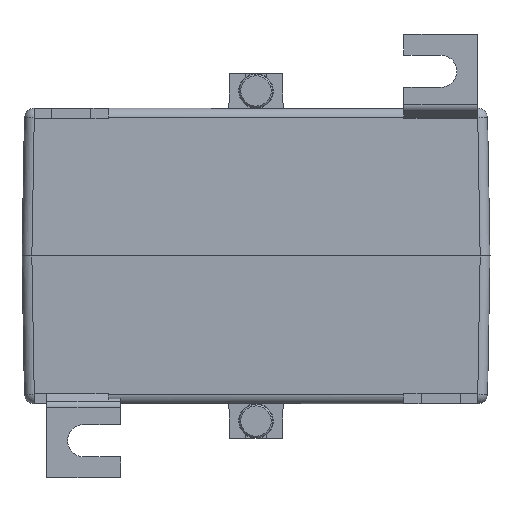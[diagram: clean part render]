
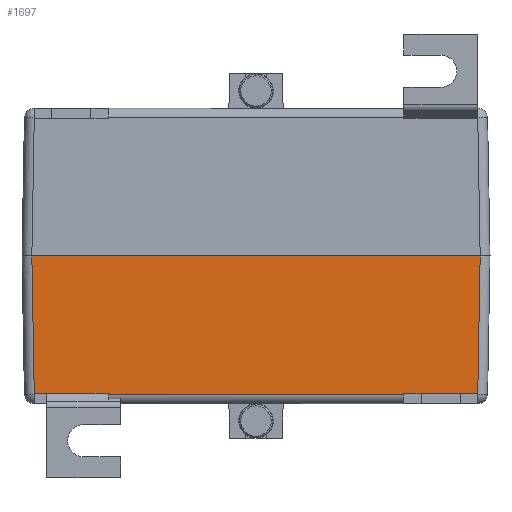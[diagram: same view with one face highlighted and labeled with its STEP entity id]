
A CAD part, front view. The second image highlights one B-rep face of the part: STEP entity #1697.
In plain terms, the highlighted face is planar.
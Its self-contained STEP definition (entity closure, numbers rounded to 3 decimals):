
#499 = VERTEX_POINT ( 'NONE', #21523 ) ;
#503 = VERTEX_POINT ( 'NONE', #21475 ) ;
#509 = VERTEX_POINT ( 'NONE', #21551 ) ;
#511 = EDGE_CURVE ( 'NONE', #503, #499, #21624, .T. ) ;
#525 = EDGE_CURVE ( 'NONE', #509, #529, #21662, .T. ) ;
#529 = VERTEX_POINT ( 'NONE', #21631 ) ;
#1088 = VERTEX_POINT ( 'NONE', #22713 ) ;
#1107 = VERTEX_POINT ( 'NONE', #22740 ) ;
#1694 = ORIENTED_EDGE ( 'NONE', *, *, #1706, .T. ) ;
#1695 = ORIENTED_EDGE ( 'NONE', *, *, #525, .T. ) ;
#1696 = VERTEX_POINT ( 'NONE', #24148 ) ;
#1697 = ADVANCED_FACE ( 'NONE', ( #24151 ), #24149, .T. ) ;
#1699 = VERTEX_POINT ( 'NONE', #24142 ) ;
#1701 = EDGE_LOOP ( 'NONE', ( #1736, #1694, #1731, #1728, #1695, #1712, #1711, #1726, #1724, #1737, #1745, #1735 ) ) ;
#1706 = EDGE_CURVE ( 'NONE', #499, #1699, #24128, .T. ) ;
#1709 = VERTEX_POINT ( 'NONE', #24137 ) ;
#1711 = ORIENTED_EDGE ( 'NONE', *, *, #1714, .T. ) ;
#1712 = ORIENTED_EDGE ( 'NONE', *, *, #1718, .T. ) ;
#1713 = VERTEX_POINT ( 'NONE', #24126 ) ;
#1714 = EDGE_CURVE ( 'NONE', #1717, #1716, #24170, .T. ) ;
#1716 = VERTEX_POINT ( 'NONE', #24162 ) ;
#1717 = VERTEX_POINT ( 'NONE', #24160 ) ;
#1718 = EDGE_CURVE ( 'NONE', #529, #1717, #24163, .T. ) ;
#1719 = EDGE_CURVE ( 'NONE', #1696, #509, #24129, .T. ) ;
#1723 = EDGE_CURVE ( 'NONE', #1699, #1696, #24207, .T. ) ;
#1724 = ORIENTED_EDGE ( 'NONE', *, *, #1727, .T. ) ;
#1726 = ORIENTED_EDGE ( 'NONE', *, *, #1744, .T. ) ;
#1727 = EDGE_CURVE ( 'NONE', #1713, #1709, #24199, .T. ) ;
#1728 = ORIENTED_EDGE ( 'NONE', *, *, #1719, .T. ) ;
#1730 = EDGE_CURVE ( 'NONE', #1107, #503, #24195, .T. ) ;
#1731 = ORIENTED_EDGE ( 'NONE', *, *, #1723, .T. ) ;
#1734 = EDGE_CURVE ( 'NONE', #1709, #1088, #24186, .T. ) ;
#1735 = ORIENTED_EDGE ( 'NONE', *, *, #1730, .T. ) ;
#1736 = ORIENTED_EDGE ( 'NONE', *, *, #511, .T. ) ;
#1737 = ORIENTED_EDGE ( 'NONE', *, *, #1734, .T. ) ;
#1744 = EDGE_CURVE ( 'NONE', #1716, #1713, #24235, .T. ) ;
#1745 = ORIENTED_EDGE ( 'NONE', *, *, #5922, .T. ) ;
#5922 = EDGE_CURVE ( 'NONE', #1088, #1107, #24776, .T. ) ;
#21475 = CARTESIAN_POINT ( 'NONE',  ( 45.011, -49.511, 28.035 ) ) ;
#21523 = CARTESIAN_POINT ( 'NONE',  ( 44.983, -49.511, 28.035 ) ) ;
#21551 = CARTESIAN_POINT ( 'NONE',  ( 30.017, -49.511, 28.035 ) ) ;
#21619 = DIRECTION ( 'NONE',  ( -1., 0., 0. ) ) ;
#21621 = VECTOR ( 'NONE', #21619, 1000. ) ;
#21622 = CARTESIAN_POINT ( 'NONE',  ( -47.5, -49.511, 28.035 ) ) ;
#21624 = LINE ( 'NONE', #21622, #21621 ) ;
#21631 = CARTESIAN_POINT ( 'NONE',  ( -30.017, -49.511, 28.035 ) ) ;
#21646 = DIRECTION ( 'NONE',  ( -1., 0., 0. ) ) ;
#21648 = VECTOR ( 'NONE', #21646, 1000. ) ;
#21649 = CARTESIAN_POINT ( 'NONE',  ( -47.5, -49.511, 28.035 ) ) ;
#21662 = LINE ( 'NONE', #21649, #21648 ) ;
#22713 = CARTESIAN_POINT ( 'NONE',  ( -45.5, -50., 0. ) ) ;
#22740 = CARTESIAN_POINT ( 'NONE',  ( 45.5, -50., 0. ) ) ;
#24126 = CARTESIAN_POINT ( 'NONE',  ( -44.983, -49.511, 28.035 ) ) ;
#24128 = LINE ( 'NONE', #24136, #24175 ) ;
#24129 = LINE ( 'NONE', #24155, #24153 ) ;
#24135 = DIRECTION ( 'NONE',  ( -0.009, -0.017, -1. ) ) ;
#24136 = CARTESIAN_POINT ( 'NONE',  ( 44.731, -50.014, -0.805 ) ) ;
#24137 = CARTESIAN_POINT ( 'NONE',  ( -45.011, -49.511, 28.035 ) ) ;
#24138 = DIRECTION ( 'NONE',  ( 0., -0.017, -1. ) ) ;
#24139 = DIRECTION ( 'NONE',  ( 0., -1., 0.017 ) ) ;
#24140 = CARTESIAN_POINT ( 'NONE',  ( -47.5, -50., 0. ) ) ;
#24141 = AXIS2_PLACEMENT_3D ( 'NONE', #24140, #24139, #24138 ) ;
#24142 = CARTESIAN_POINT ( 'NONE',  ( 44.982, -49.511, 27.988 ) ) ;
#24148 = CARTESIAN_POINT ( 'NONE',  ( 30.018, -49.511, 27.988 ) ) ;
#24149 = PLANE ( 'NONE',  #24141 ) ;
#24151 = FACE_OUTER_BOUND ( 'NONE', #1701, .T. ) ;
#24152 = DIRECTION ( 'NONE',  ( -0.009, 0.017, 1. ) ) ;
#24153 = VECTOR ( 'NONE', #24152, 1000. ) ;
#24155 = CARTESIAN_POINT ( 'NONE',  ( 30.256, -49.988, 0.678 ) ) ;
#24157 = DIRECTION ( 'NONE',  ( -0.009, -0.017, -1. ) ) ;
#24158 = VECTOR ( 'NONE', #24157, 1000. ) ;
#24159 = CARTESIAN_POINT ( 'NONE',  ( -30.263, -50.003, -0.15 ) ) ;
#24160 = CARTESIAN_POINT ( 'NONE',  ( -30.018, -49.511, 27.988 ) ) ;
#24162 = CARTESIAN_POINT ( 'NONE',  ( -44.982, -49.511, 27.988 ) ) ;
#24163 = LINE ( 'NONE', #24159, #24158 ) ;
#24165 = DIRECTION ( 'NONE',  ( -1., 0., 0. ) ) ;
#24166 = VECTOR ( 'NONE', #24165, 1000. ) ;
#24167 = CARTESIAN_POINT ( 'NONE',  ( -47.5, -49.511, 27.988 ) ) ;
#24170 = LINE ( 'NONE', #24167, #24166 ) ;
#24175 = VECTOR ( 'NONE', #24135, 1000. ) ;
#24183 = DIRECTION ( 'NONE',  ( -0.017, -0.017, -1. ) ) ;
#24184 = VECTOR ( 'NONE', #24183, 1000. ) ;
#24185 = CARTESIAN_POINT ( 'NONE',  ( -45.501, -50.001, -0.035 ) ) ;
#24186 = LINE ( 'NONE', #24185, #24184 ) ;
#24192 = DIRECTION ( 'NONE',  ( -0.017, 0.017, 1. ) ) ;
#24193 = VECTOR ( 'NONE', #24192, 1000. ) ;
#24194 = CARTESIAN_POINT ( 'NONE',  ( 45.472, -49.972, 1.622 ) ) ;
#24195 = LINE ( 'NONE', #24194, #24193 ) ;
#24196 = DIRECTION ( 'NONE',  ( -1., 0., 0. ) ) ;
#24197 = VECTOR ( 'NONE', #24196, 1000. ) ;
#24198 = CARTESIAN_POINT ( 'NONE',  ( -47.5, -49.511, 28.035 ) ) ;
#24199 = LINE ( 'NONE', #24198, #24197 ) ;
#24204 = DIRECTION ( 'NONE',  ( -1., 0., 0. ) ) ;
#24205 = VECTOR ( 'NONE', #24204, 1000. ) ;
#24206 = CARTESIAN_POINT ( 'NONE',  ( -47.5, -49.511, 27.988 ) ) ;
#24207 = LINE ( 'NONE', #24206, #24205 ) ;
#24232 = DIRECTION ( 'NONE',  ( -0.009, 0.017, 1. ) ) ;
#24233 = VECTOR ( 'NONE', #24232, 1000. ) ;
#24234 = CARTESIAN_POINT ( 'NONE',  ( -44.738, -50., 0.024 ) ) ;
#24235 = LINE ( 'NONE', #24234, #24233 ) ;
#24773 = DIRECTION ( 'NONE',  ( 1., 0., 0. ) ) ;
#24774 = VECTOR ( 'NONE', #24773, 1000. ) ;
#24775 = CARTESIAN_POINT ( 'NONE',  ( -47.5, -50., 0. ) ) ;
#24776 = LINE ( 'NONE', #24775, #24774 ) ;
